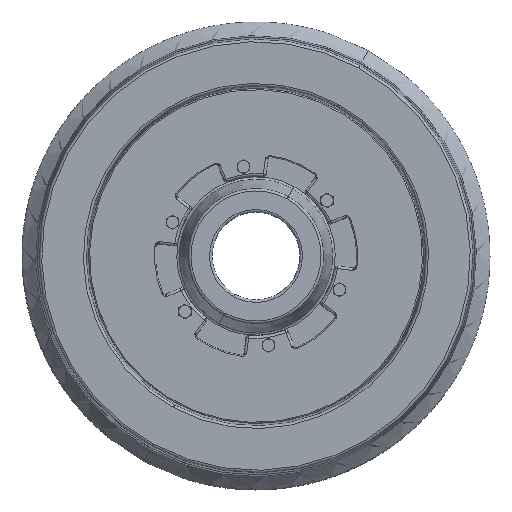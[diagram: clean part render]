
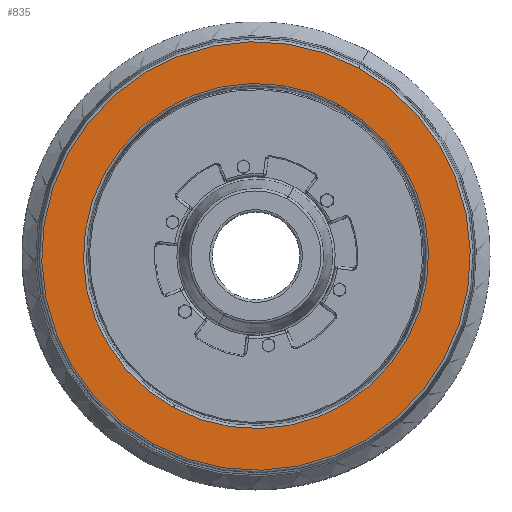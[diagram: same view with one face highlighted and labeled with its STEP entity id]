
A CAD part, front view. The second image highlights one B-rep face of the part: STEP entity #835.
In plain terms, the highlighted planar face has unit normal (0, -1, 0).
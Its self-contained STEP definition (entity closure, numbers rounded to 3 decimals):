
#769=CARTESIAN_POINT('Vertex',(199.407,-65.,790.013)) ;
#772=CARTESIAN_POINT('Axis2P3D Location',(0.,-65.,425.)) ;
#776=CARTESIAN_POINT('Vertex',(-199.407,-65.,59.987)) ;
#796=CARTESIAN_POINT('Axis2P3D Location',(0.,-65.,425.)) ;
#808=CARTESIAN_POINT('Axis2P3D Location',(0.,-65.,4.621)) ;
#817=CARTESIAN_POINT('Axis2P3D Location',(0.,-65.,425.)) ;
#821=CARTESIAN_POINT('Vertex',(160.608,-65.,718.99)) ;
#823=CARTESIAN_POINT('Vertex',(-160.608,-65.,131.01)) ;
#826=CARTESIAN_POINT('Axis2P3D Location',(0.,-65.,425.)) ;
#773=DIRECTION('Axis2P3D Direction',(0.,1.,-0.)) ;
#797=DIRECTION('Axis2P3D Direction',(-0.,1.,0.)) ;
#809=DIRECTION('Axis2P3D Direction',(0.,1.,0.)) ;
#810=DIRECTION('Axis2P3D XDirection',(1.,-0.,0.)) ;
#818=DIRECTION('Axis2P3D Direction',(0.,1.,0.)) ;
#827=DIRECTION('Axis2P3D Direction',(0.,1.,0.)) ;
#774=AXIS2_PLACEMENT_3D('Circle Axis2P3D',#772,#773,$) ;
#798=AXIS2_PLACEMENT_3D('Circle Axis2P3D',#796,#797,$) ;
#811=AXIS2_PLACEMENT_3D('Plane Axis2P3D',#808,#809,#810) ;
#819=AXIS2_PLACEMENT_3D('Circle Axis2P3D',#817,#818,$) ;
#828=AXIS2_PLACEMENT_3D('Circle Axis2P3D',#826,#827,$) ;
#814=ORIENTED_EDGE('',*,*,#800,.F.) ;
#815=ORIENTED_EDGE('',*,*,#778,.F.) ;
#832=ORIENTED_EDGE('',*,*,#825,.T.) ;
#833=ORIENTED_EDGE('',*,*,#830,.T.) ;
#834=FACE_BOUND('',#831,.T.) ;
#835=ADVANCED_FACE('Hauptk\X2\00F6\X0\rper',(#816,#834),#812,.F.) ;
#775=CIRCLE('generated circle',#774,415.93) ;
#799=CIRCLE('generated circle',#798,415.93) ;
#820=CIRCLE('generated circle',#819,335.) ;
#829=CIRCLE('generated circle',#828,335.) ;
#778=EDGE_CURVE('',#770,#777,#775,.T.) ;
#800=EDGE_CURVE('',#777,#770,#799,.T.) ;
#825=EDGE_CURVE('',#822,#824,#820,.T.) ;
#830=EDGE_CURVE('',#824,#822,#829,.T.) ;
#813=EDGE_LOOP('',(#814,#815)) ;
#831=EDGE_LOOP('',(#832,#833)) ;
#816=FACE_OUTER_BOUND('',#813,.T.) ;
#812=PLANE('',#811) ;
#770=VERTEX_POINT('',#769) ;
#777=VERTEX_POINT('',#776) ;
#822=VERTEX_POINT('',#821) ;
#824=VERTEX_POINT('',#823) ;
